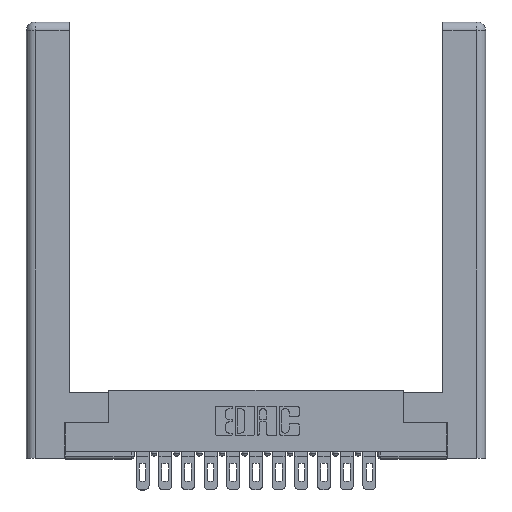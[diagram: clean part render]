
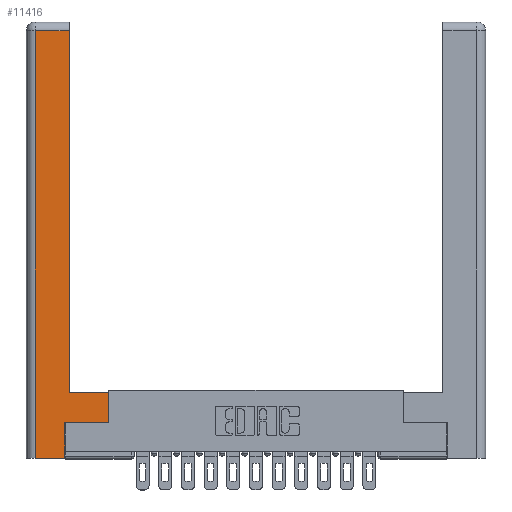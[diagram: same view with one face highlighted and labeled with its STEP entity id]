
A CAD part, top view. The second image highlights one B-rep face of the part: STEP entity #11416.
In plain terms, the highlighted planar face has unit normal (0, 0, 1).
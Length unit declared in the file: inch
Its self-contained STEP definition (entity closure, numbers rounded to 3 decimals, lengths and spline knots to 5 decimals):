
#24 = CARTESIAN_POINT ( 'NONE',  ( 0.265, 0.245, 0. ) ) ;
#51 = CARTESIAN_POINT ( 'NONE',  ( 0.565, 0.245, 0. ) ) ;
#369 = DIRECTION ( 'NONE',  ( -1., 0., 0. ) ) ;
#495 = VECTOR ( 'NONE', #13027, 39.37008 ) ;
#533 = CARTESIAN_POINT ( 'NONE',  ( 0.565, 0.45, 0. ) ) ;
#876 = ORIENTED_EDGE ( 'NONE', *, *, #7606, .T. ) ;
#1271 = LINE ( 'NONE', #13416, #4294 ) ;
#1469 = LINE ( 'NONE', #5536, #10724 ) ;
#1606 = CARTESIAN_POINT ( 'NONE',  ( 0.0615, 0., 0. ) ) ;
#2152 = ORIENTED_EDGE ( 'NONE', *, *, #12541, .T. ) ;
#2305 = CARTESIAN_POINT ( 'NONE',  ( 0.0615, 2.94, 0. ) ) ;
#2785 = FACE_OUTER_BOUND ( 'NONE', #8277, .T. ) ;
#2810 = EDGE_CURVE ( 'NONE', #13796, #14759, #13681, .T. ) ;
#2826 = CARTESIAN_POINT ( 'NONE',  ( 0.565, 0.245, 0. ) ) ;
#2994 = CARTESIAN_POINT ( 'NONE',  ( 0.265, 0., 0. ) ) ;
#3084 = DIRECTION ( 'NONE',  ( 0., 0., -1. ) ) ;
#3162 = VECTOR ( 'NONE', #13288, 39.37008 ) ;
#3207 = DIRECTION ( 'NONE',  ( 0., 1., 0. ) ) ;
#3609 = EDGE_CURVE ( 'NONE', #4859, #11297, #13651, .T. ) ;
#3780 = ORIENTED_EDGE ( 'NONE', *, *, #7697, .T. ) ;
#3855 = VERTEX_POINT ( 'NONE', #24 ) ;
#4294 = VECTOR ( 'NONE', #3207, 39.37008 ) ;
#4528 = DIRECTION ( 'NONE',  ( -1., 0., 0. ) ) ;
#4655 = ORIENTED_EDGE ( 'NONE', *, *, #15684, .T. ) ;
#4859 = VERTEX_POINT ( 'NONE', #51 ) ;
#5362 = LINE ( 'NONE', #7645, #11637 ) ;
#5536 = CARTESIAN_POINT ( 'NONE',  ( 0.295, 0.45, 0. ) ) ;
#5703 = EDGE_CURVE ( 'NONE', #14759, #3855, #14977, .T. ) ;
#5942 = VECTOR ( 'NONE', #9423, 39.37008 ) ;
#6411 = DIRECTION ( 'NONE',  ( -1., 0., 0. ) ) ;
#6638 = VECTOR ( 'NONE', #10974, 39.37008 ) ;
#6752 = LINE ( 'NONE', #2826, #5942 ) ;
#7040 = PLANE ( 'NONE',  #16002 ) ;
#7107 = ORIENTED_EDGE ( 'NONE', *, *, #5703, .T. ) ;
#7606 = EDGE_CURVE ( 'NONE', #3855, #4859, #6752, .T. ) ;
#7645 = CARTESIAN_POINT ( 'NONE',  ( 0.0615, 2.94, 0. ) ) ;
#7697 = EDGE_CURVE ( 'NONE', #12810, #9739, #1271, .T. ) ;
#7864 = VERTEX_POINT ( 'NONE', #2305 ) ;
#8026 = ORIENTED_EDGE ( 'NONE', *, *, #2810, .T. ) ;
#8058 = CARTESIAN_POINT ( 'NONE',  ( 0.0615, 0., 0. ) ) ;
#8277 = EDGE_LOOP ( 'NONE', ( #3780, #4655, #16581, #8026, #7107, #876, #16481, #2152 ) ) ;
#8735 = CARTESIAN_POINT ( 'NONE',  ( 0.295, 0.45, 0. ) ) ;
#9423 = DIRECTION ( 'NONE',  ( 1., 0., 0. ) ) ;
#9627 = CARTESIAN_POINT ( 'NONE',  ( 0., 0., 0. ) ) ;
#9739 = VERTEX_POINT ( 'NONE', #11420 ) ;
#9822 = VECTOR ( 'NONE', #11339, 39.37008 ) ;
#9841 = CARTESIAN_POINT ( 'NONE',  ( 0.265, 0., 0. ) ) ;
#10045 = CARTESIAN_POINT ( 'NONE',  ( 0.565, 0.45, 0. ) ) ;
#10724 = VECTOR ( 'NONE', #369, 39.37008 ) ;
#10974 = DIRECTION ( 'NONE',  ( 1., 0., 0. ) ) ;
#11297 = VERTEX_POINT ( 'NONE', #533 ) ;
#11339 = DIRECTION ( 'NONE',  ( 0., 1., 0. ) ) ;
#11416 = ADVANCED_FACE ( 'NONE', ( #2785 ), #7040, .F. ) ;
#11420 = CARTESIAN_POINT ( 'NONE',  ( 0.295, 2.94, 0. ) ) ;
#11637 = VECTOR ( 'NONE', #6411, 39.37008 ) ;
#11681 = CARTESIAN_POINT ( 'NONE',  ( 0.265, 0.245, 0. ) ) ;
#12541 = EDGE_CURVE ( 'NONE', #11297, #12810, #1469, .T. ) ;
#12649 = LINE ( 'NONE', #8058, #3162 ) ;
#12810 = VERTEX_POINT ( 'NONE', #8735 ) ;
#13027 = DIRECTION ( 'NONE',  ( 0., 1., 0. ) ) ;
#13288 = DIRECTION ( 'NONE',  ( 0., -1., 0. ) ) ;
#13416 = CARTESIAN_POINT ( 'NONE',  ( 0.295, 3., 0. ) ) ;
#13651 = LINE ( 'NONE', #10045, #9822 ) ;
#13681 = LINE ( 'NONE', #9841, #6638 ) ;
#13796 = VERTEX_POINT ( 'NONE', #1606 ) ;
#14759 = VERTEX_POINT ( 'NONE', #2994 ) ;
#14977 = LINE ( 'NONE', #11681, #495 ) ;
#15264 = EDGE_CURVE ( 'NONE', #7864, #13796, #12649, .T. ) ;
#15684 = EDGE_CURVE ( 'NONE', #9739, #7864, #5362, .T. ) ;
#16002 = AXIS2_PLACEMENT_3D ( 'NONE', #9627, #3084, #4528 ) ;
#16481 = ORIENTED_EDGE ( 'NONE', *, *, #3609, .T. ) ;
#16581 = ORIENTED_EDGE ( 'NONE', *, *, #15264, .T. ) ;
